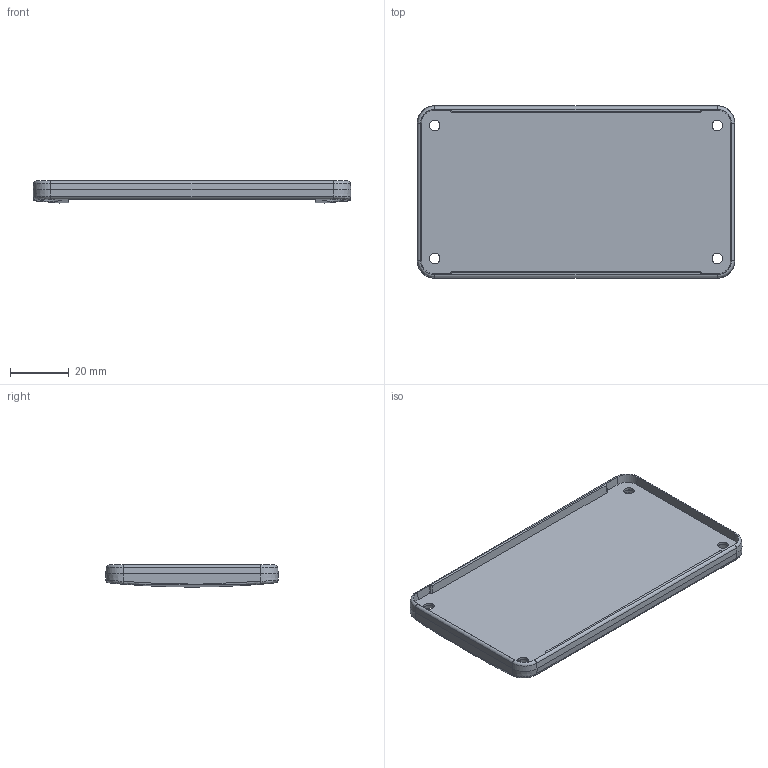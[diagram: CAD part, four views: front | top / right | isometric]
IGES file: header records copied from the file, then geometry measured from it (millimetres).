
Global section: file name: No Iges File Name specified; native system: AutoDesk Inventor R12.0; preprocessor: AutoDesk Inventor Iges Exporter R12.0; author: No Author specified; organization: No Organization specified; date: 20071001.161725; units: millimetre
Bounding box: 108 x 58.61 x 7.5 mm (x, y, z)
Volume: 16610.3 mm3; surface area: 15753.7 mm2
Topology: 1 solids, 1 shells, 106 faces, 254 edges, 160 vertices
Faces by surface type: bspline 42, plane 29, revolution 12, cylinder 11, cone 8, torus 4
